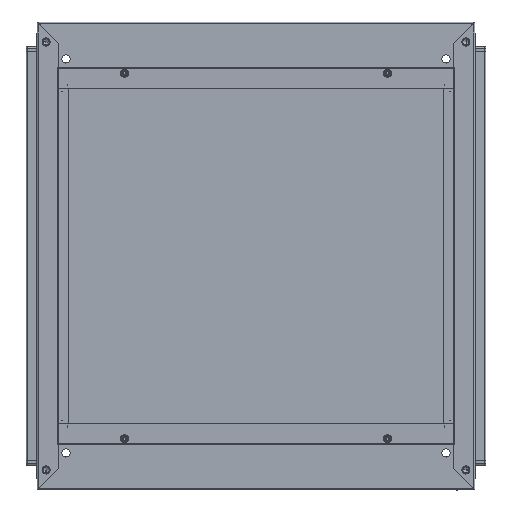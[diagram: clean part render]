
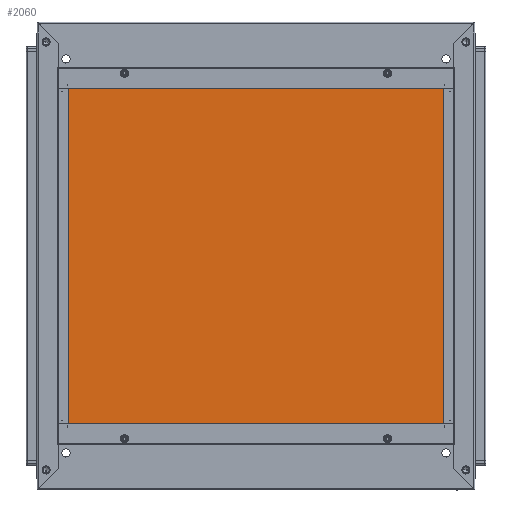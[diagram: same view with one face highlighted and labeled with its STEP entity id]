
A CAD part, top view. The second image highlights one B-rep face of the part: STEP entity #2060.
In plain terms, the highlighted planar face has unit normal (0, 0, 1).
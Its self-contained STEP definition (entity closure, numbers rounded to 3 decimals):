
#2060 = ADVANCED_FACE ( 'NONE', ( #36448 ), #37202, .T. ) ;
#10711 = ORIENTED_EDGE ( 'NONE', *, *, #20668, .T. ) ;
#10712 = ORIENTED_EDGE ( 'NONE', *, *, #20671, .T. ) ;
#10713 = ORIENTED_EDGE ( 'NONE', *, *, #20674, .T. ) ;
#10714 = ORIENTED_EDGE ( 'NONE', *, *, #20652, .T. ) ;
#14198 = EDGE_LOOP ( 'NONE', ( #10714, #10713, #10712, #10711 ) ) ;
#18414 = VERTEX_POINT ( 'NONE', #53814 ) ;
#18415 = VERTEX_POINT ( 'NONE', #53815 ) ;
#18418 = VERTEX_POINT ( 'NONE', #53818 ) ;
#18420 = VERTEX_POINT ( 'NONE', #53820 ) ;
#20652 = EDGE_CURVE ( 'NONE', #18414, #18415, #52227, .T. ) ;
#20668 = EDGE_CURVE ( 'NONE', #18418, #18414, #52249, .T. ) ;
#20671 = EDGE_CURVE ( 'NONE', #18420, #18418, #52254, .T. ) ;
#20674 = EDGE_CURVE ( 'NONE', #18415, #18420, #52258, .T. ) ;
#21085 = AXIS2_PLACEMENT_3D ( 'NONE', #37191, #37214, #37216 ) ;
#36448 = FACE_OUTER_BOUND ( 'NONE', #14198, .T. ) ;
#37191 = CARTESIAN_POINT ( 'NONE',  ( -300., -340., 0. ) ) ;
#37202 = PLANE ( 'NONE',  #21085 ) ;
#37214 = DIRECTION ( 'NONE',  ( 0., 0., 1. ) ) ;
#37216 = DIRECTION ( 'NONE',  ( 1., 0., 0. ) ) ;
#52227 = LINE ( 'NONE', #54079, #52228 ) ;
#52228 = VECTOR ( 'NONE', #54081, 1000. ) ;
#52249 = LINE ( 'NONE', #54143, #52250 ) ;
#52250 = VECTOR ( 'NONE', #54144, 1000. ) ;
#52254 = LINE ( 'NONE', #54149, #52255 ) ;
#52255 = VECTOR ( 'NONE', #54150, 1000. ) ;
#52256 = VECTOR ( 'NONE', #54158, 1000. ) ;
#52258 = LINE ( 'NONE', #54151, #52256 ) ;
#53814 = CARTESIAN_POINT ( 'NONE',  ( -300., 340., 0. ) ) ;
#53815 = CARTESIAN_POINT ( 'NONE',  ( -300., -340., 0. ) ) ;
#53818 = CARTESIAN_POINT ( 'NONE',  ( 300., 340., 0. ) ) ;
#53820 = CARTESIAN_POINT ( 'NONE',  ( 300., -340., 0. ) ) ;
#54079 = CARTESIAN_POINT ( 'NONE',  ( -300., 340., 0. ) ) ;
#54081 = DIRECTION ( 'NONE',  ( 0., -1., 0. ) ) ;
#54143 = CARTESIAN_POINT ( 'NONE',  ( -300., 340., 0. ) ) ;
#54144 = DIRECTION ( 'NONE',  ( -1., 0., 0. ) ) ;
#54149 = CARTESIAN_POINT ( 'NONE',  ( 300., 340., 0. ) ) ;
#54150 = DIRECTION ( 'NONE',  ( 0., 1., 0. ) ) ;
#54151 = CARTESIAN_POINT ( 'NONE',  ( -300., -340., 0. ) ) ;
#54158 = DIRECTION ( 'NONE',  ( 1., 0., 0. ) ) ;
